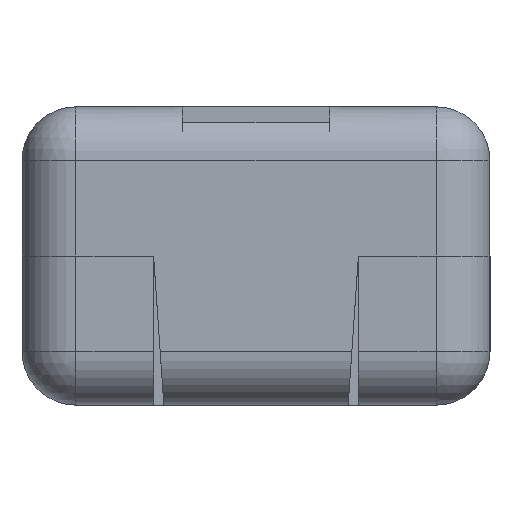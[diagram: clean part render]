
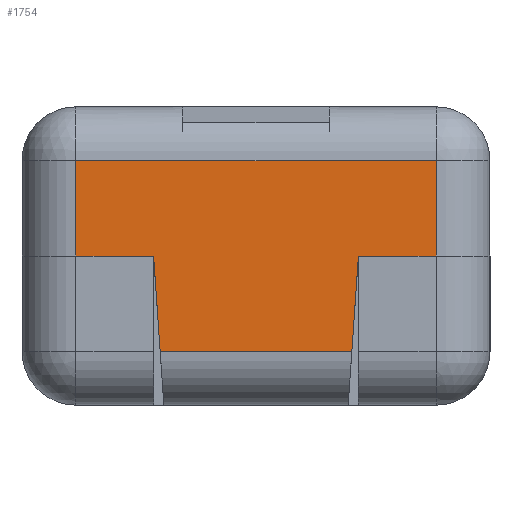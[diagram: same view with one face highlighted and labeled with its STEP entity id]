
A CAD part, left-side view. The second image highlights one B-rep face of the part: STEP entity #1754.
In plain terms, the highlighted face is planar.
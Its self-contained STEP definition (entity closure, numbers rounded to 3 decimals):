
#1754 = ADVANCED_FACE( '', ( #3551 ), #3552, .F. );
#3551 = FACE_OUTER_BOUND( '', #5393, .T. );
#3552 = PLANE( '', #5394 );
#5393 = EDGE_LOOP( '', ( #11145, #11146, #11147, #11148, #11149, #11150, #11151, #11152 ) );
#5394 = AXIS2_PLACEMENT_3D( '', #11153, #11154, #11155 );
#11145 = ORIENTED_EDGE( '', *, *, #13833, .F. );
#11146 = ORIENTED_EDGE( '', *, *, #12774, .T. );
#11147 = ORIENTED_EDGE( '', *, *, #13020, .T. );
#11148 = ORIENTED_EDGE( '', *, *, #13497, .F. );
#11149 = ORIENTED_EDGE( '', *, *, #12423, .T. );
#11150 = ORIENTED_EDGE( '', *, *, #11712, .T. );
#11151 = ORIENTED_EDGE( '', *, *, #12063, .F. );
#11152 = ORIENTED_EDGE( '', *, *, #13499, .F. );
#11153 = CARTESIAN_POINT( '', ( 32.1, -6.16, 5.1 ) );
#11154 = DIRECTION( '', ( -1., 0., 0. ) );
#11155 = DIRECTION( '', ( 0., 0., 1. ) );
#11712 = EDGE_CURVE( '', #14216, #14214, #14217, .T. );
#12063 = EDGE_CURVE( '', #14873, #14214, #14874, .T. );
#12423 = EDGE_CURVE( '', #15459, #14216, #15460, .T. );
#12774 = EDGE_CURVE( '', #15997, #15994, #15998, .F. );
#13020 = EDGE_CURVE( '', #15994, #16388, #16389, .T. );
#13497 = EDGE_CURVE( '', #15459, #16388, #17031, .T. );
#13499 = EDGE_CURVE( '', #17032, #14873, #17034, .T. );
#13833 = EDGE_CURVE( '', #15997, #17032, #17432, .T. );
#14214 = VERTEX_POINT( '', #17909 );
#14216 = VERTEX_POINT( '', #17911 );
#14217 = LINE( '', #17912, #17913 );
#14873 = VERTEX_POINT( '', #18894 );
#14874 = LINE( '', #18895, #18896 );
#15459 = VERTEX_POINT( '', #19742 );
#15460 = LINE( '', #19743, #19744 );
#15994 = VERTEX_POINT( '', #20533 );
#15997 = VERTEX_POINT( '', #20536 );
#15998 = LINE( '', #20537, #20538 );
#16388 = VERTEX_POINT( '', #21152 );
#16389 = LINE( '', #21153, #21154 );
#17031 = LINE( '', #22147, #22148 );
#17032 = VERTEX_POINT( '', #22149 );
#17034 = LINE( '', #22152, #22153 );
#17432 = LINE( '', #22758, #22759 );
#17909 = CARTESIAN_POINT( '', ( 32.1, 6.16, 1.84 ) );
#17911 = CARTESIAN_POINT( '', ( 32.1, -6.16, 1.84 ) );
#17912 = CARTESIAN_POINT( '', ( 32.1, -6.16, 1.84 ) );
#17913 = VECTOR( '', #23062, 1000. );
#18894 = CARTESIAN_POINT( '', ( 32.1, 6.16, 5.1 ) );
#18895 = CARTESIAN_POINT( '', ( 32.1, 6.16, 5.1 ) );
#18896 = VECTOR( '', #23400, 1000. );
#19742 = CARTESIAN_POINT( '', ( 32.1, -6.16, 5.1 ) );
#19743 = CARTESIAN_POINT( '', ( 32.1, -6.16, 5.1 ) );
#19744 = VECTOR( '', #23704, 1000. );
#20533 = CARTESIAN_POINT( '', ( 32.1, -3.276, 8.36 ) );
#20536 = CARTESIAN_POINT( '', ( 32.1, 3.276, 8.36 ) );
#20537 = CARTESIAN_POINT( '', ( 32.1, -3.15, 8.36 ) );
#20538 = VECTOR( '', #23975, 1000. );
#21152 = CARTESIAN_POINT( '', ( 32.1, -3.5, 5.1 ) );
#21153 = CARTESIAN_POINT( '', ( 32.1, -3.15, 10.2 ) );
#21154 = VECTOR( '', #24209, 1000. );
#22147 = CARTESIAN_POINT( '', ( 32.1, -6.16, 5.1 ) );
#22148 = VECTOR( '', #24582, 1000. );
#22149 = CARTESIAN_POINT( '', ( 32.1, 3.5, 5.1 ) );
#22152 = CARTESIAN_POINT( '', ( 32.1, -6.16, 5.1 ) );
#22153 = VECTOR( '', #24584, 1000. );
#22758 = CARTESIAN_POINT( '', ( 32.1, 3.15, 10.2 ) );
#22759 = VECTOR( '', #24798, 1000. );
#23062 = DIRECTION( '', ( 0., 1., 0. ) );
#23400 = DIRECTION( '', ( 0., 0., -1. ) );
#23704 = DIRECTION( '', ( 0., 0., -1. ) );
#23975 = DIRECTION( '', ( 0., 1., 0. ) );
#24209 = DIRECTION( '', ( 0., -0.068, -0.998 ) );
#24582 = DIRECTION( '', ( 0., 1., 0. ) );
#24584 = DIRECTION( '', ( 0., 1., 0. ) );
#24798 = DIRECTION( '', ( 0., 0.068, -0.998 ) );
